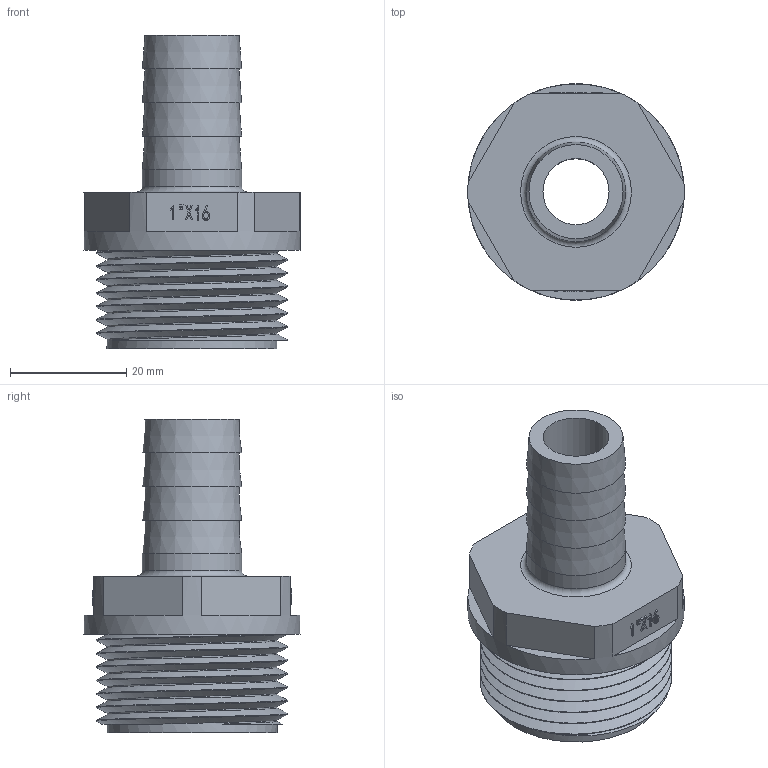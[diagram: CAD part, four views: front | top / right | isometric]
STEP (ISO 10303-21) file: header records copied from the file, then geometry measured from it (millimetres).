
FILE_DESCRIPTION(/* description */ (''),/* implementation_level */ '2;1');
FILE_NAME(/* name */ '1X16外螺软接.stp',/* time_stamp */ '2024-01-23T09:20:43+08:00',/* author */ (''),/* organization */ (''),/* preprocessor_version */ 'ST-DEVELOPER v16',/* originating_system */ 'SIEMENS PLM Software NX 10.0',/* authorisation */ '');
FILE_SCHEMA (('AUTOMOTIVE_DESIGN { 1 0 10303 214 3 1 1 1 }'));
Length unit declared in the file: millimetre
Products named in the file (1): gelv14545AD9otxo
Bounding box: 37.3 x 37.3 x 54 mm (x, y, z)
Volume: 19253.5 mm3; surface area: 10186.9 mm2
Topology: 1 solids, 1 shells, 150 faces, 384 edges, 256 vertices
Faces by surface type: plane 95, extrusion 29, cylinder 19, cone 4, bspline 2, torus 1
Full cylindrical faces by diameter (mm): 1.3 x1, 1.734 x1, 11.4 x1, 17.1 x1, 19.4 x1, 29.3 x7, 37.3 x1
Entity records: 6055 total; most frequent: CARTESIAN_POINT 2943, ORIENTED_EDGE 694, DIRECTION 469, EDGE_CURVE 347, VERTEX_POINT 238, B_SPLINE_CURVE_WITH_KNOTS 206, EDGE_LOOP 177, AXIS2_PLACEMENT_3D 157
